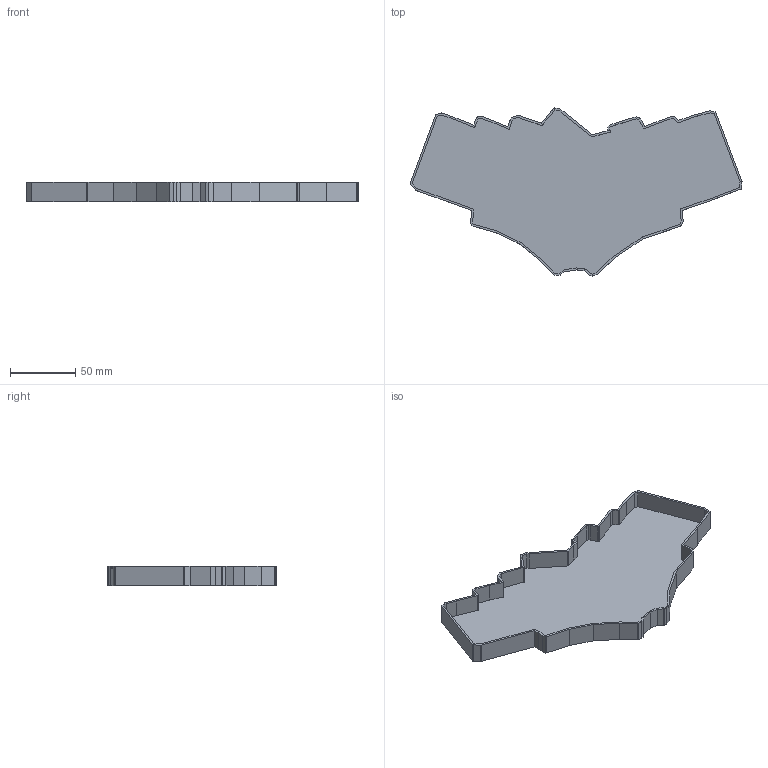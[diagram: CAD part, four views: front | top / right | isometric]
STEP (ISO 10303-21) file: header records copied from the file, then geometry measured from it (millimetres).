
FILE_DESCRIPTION(/* description */ ('Designed by EasyEDA Pro'),/* implementation_level */ '2;1');
FILE_NAME(/* name */ 'Bottom.step',/* time_stamp */ '2025-07-11T22:26:55+05:30',/* author */ (''),/* organization */ (''),/* preprocessor_version */ 'ST-DEVELOPER v20.1',/* originating_system */ 'Autodesk Translation Framework v14.10.0.0',/* authorisation */ '');
FILE_SCHEMA (('AUTOMOTIVE_DESIGN { 1 0 10303 214 3 1 1 }'));
Length unit declared in the file: millimetre
Products named in the file (2): Open CASCADE STEP translator 7.8 1; Open CASCADE STEP translator 7.8 2
Assembly tree (1 placements, depth 2):
  Open CASCADE STEP translator 7.8 1
    Open CASCADE STEP translator 7.8 2
Bounding box: 253.72 x 128.49 x 15.24 mm (x, y, z)
Volume: 45271.4 mm3; surface area: 61369.3 mm2
Topology: 1 solids, 1 shells, 668 faces, 1998 edges, 1332 vertices
Faces by surface type: plane 668
Entity records: 22062 total; most frequent: CARTESIAN_POINT 4001, ORIENTED_EDGE 3996, DIRECTION 3340, LINE 1998, VECTOR 1998, EDGE_CURVE 1998, VERTEX_POINT 1332, AXIS2_PLACEMENT_3D 671
